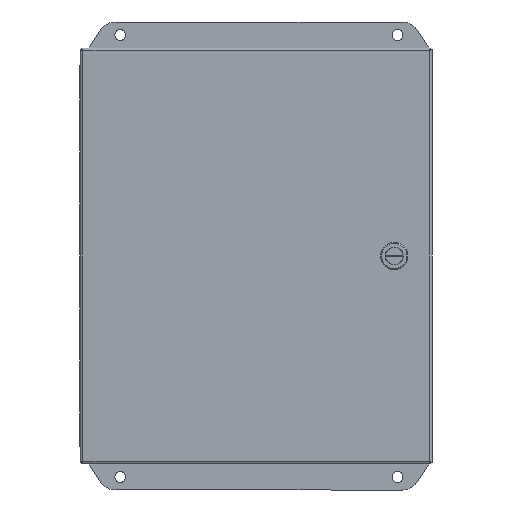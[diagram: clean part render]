
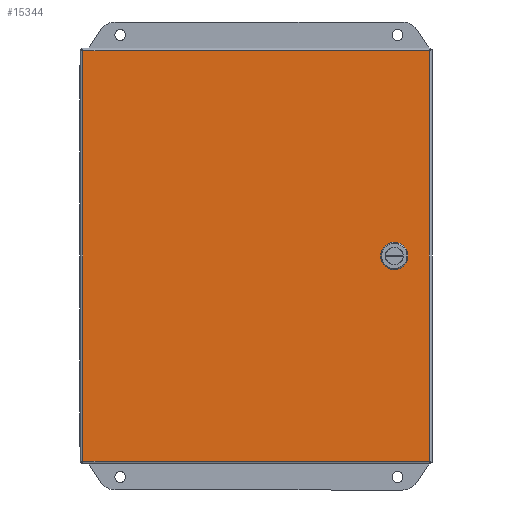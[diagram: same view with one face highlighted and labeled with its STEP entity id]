
A CAD part, front view. The second image highlights one B-rep face of the part: STEP entity #15344.
In plain terms, the highlighted planar face has unit normal (0, -1, 0).
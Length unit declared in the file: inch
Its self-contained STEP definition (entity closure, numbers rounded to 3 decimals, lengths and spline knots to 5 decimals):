
#539 = CARTESIAN_POINT ( 'NONE',  ( 3.83119, -6.61133, -0.331 ) ) ;
#591 = CARTESIAN_POINT ( 'NONE',  ( -5.07322, -6.61133, -5.914 ) ) ;
#859 = FACE_BOUND ( 'NONE', #17832, .T. ) ;
#939 = CARTESIAN_POINT ( 'NONE',  ( 4.23778, -6.61133, 0.07559 ) ) ;
#996 = LINE ( 'NONE', #10806, #14446 ) ;
#1007 = ORIENTED_EDGE ( 'NONE', *, *, #11536, .F. ) ;
#1661 = ORIENTED_EDGE ( 'NONE', *, *, #7605, .F. ) ;
#1737 = EDGE_CURVE ( 'NONE', #17347, #19176, #1995, .T. ) ;
#1738 = DIRECTION ( 'NONE',  ( 0.707, 0., 0.707 ) ) ;
#1970 = VERTEX_POINT ( 'NONE', #8859 ) ;
#1995 = LINE ( 'NONE', #591, #19332 ) ;
#2103 = VECTOR ( 'NONE', #15770, 39.37008 ) ;
#2189 = DIRECTION ( 'NONE',  ( 1., 0., 0. ) ) ;
#2348 = LINE ( 'NONE', #5580, #11749 ) ;
#2489 = VECTOR ( 'NONE', #1738, 39.37008 ) ;
#2496 = CARTESIAN_POINT ( 'NONE',  ( 3.98237, -6.61133, 0.331 ) ) ;
#3201 = VERTEX_POINT ( 'NONE', #11101 ) ;
#3466 = CARTESIAN_POINT ( 'NONE',  ( 4.23778, -6.61133, -0.07559 ) ) ;
#3486 = CARTESIAN_POINT ( 'NONE',  ( 3.57578, -6.61133, 0.07559 ) ) ;
#3589 = CARTESIAN_POINT ( 'NONE',  ( 4.91278, -6.61133, -5.914 ) ) ;
#4029 = VECTOR ( 'NONE', #7128, 39.37008 ) ;
#4692 = VERTEX_POINT ( 'NONE', #14409 ) ;
#5564 = CARTESIAN_POINT ( 'NONE',  ( -5.07322, -6.61133, 5.914 ) ) ;
#5580 = CARTESIAN_POINT ( 'NONE',  ( -5.07322, -6.61133, -5.914 ) ) ;
#5717 = VECTOR ( 'NONE', #12140, 39.37008 ) ;
#5924 = DIRECTION ( 'NONE',  ( 0., -1., 0. ) ) ;
#5965 = EDGE_LOOP ( 'NONE', ( #16159, #12334, #11751, #10532 ) ) ;
#6591 = CARTESIAN_POINT ( 'NONE',  ( 4.23778, -6.61133, 0.07559 ) ) ;
#7030 = LINE ( 'NONE', #3589, #11472 ) ;
#7078 = VERTEX_POINT ( 'NONE', #3486 ) ;
#7128 = DIRECTION ( 'NONE',  ( 0.707, 0., -0.707 ) ) ;
#7380 = LINE ( 'NONE', #20401, #2103 ) ;
#7398 = ORIENTED_EDGE ( 'NONE', *, *, #15957, .F. ) ;
#7513 = DIRECTION ( 'NONE',  ( 0., 0., 1. ) ) ;
#7605 = EDGE_CURVE ( 'NONE', #19984, #4692, #15302, .T. ) ;
#8003 = ORIENTED_EDGE ( 'NONE', *, *, #17270, .F. ) ;
#8392 = EDGE_CURVE ( 'NONE', #3201, #1970, #16283, .T. ) ;
#8442 = CARTESIAN_POINT ( 'NONE',  ( 3.98237, -6.61133, -0.331 ) ) ;
#8584 = ORIENTED_EDGE ( 'NONE', *, *, #13466, .F. ) ;
#8709 = CARTESIAN_POINT ( 'NONE',  ( 4.91278, -6.61133, -5.914 ) ) ;
#8859 = CARTESIAN_POINT ( 'NONE',  ( 4.23778, -6.61133, -0.07559 ) ) ;
#9056 = PLANE ( 'NONE',  #19151 ) ;
#9144 = VECTOR ( 'NONE', #7513, 39.37008 ) ;
#9485 = EDGE_CURVE ( 'NONE', #11416, #15518, #7030, .T. ) ;
#9937 = VERTEX_POINT ( 'NONE', #18202 ) ;
#10319 = ORIENTED_EDGE ( 'NONE', *, *, #17276, .F. ) ;
#10532 = ORIENTED_EDGE ( 'NONE', *, *, #17745, .T. ) ;
#10542 = CARTESIAN_POINT ( 'NONE',  ( 3.57578, -6.61133, -0.07559 ) ) ;
#10740 = LINE ( 'NONE', #939, #9144 ) ;
#10806 = CARTESIAN_POINT ( 'NONE',  ( 3.57578, -6.61133, -0.07559 ) ) ;
#10886 = VECTOR ( 'NONE', #2189, 39.37008 ) ;
#11044 = EDGE_CURVE ( 'NONE', #16362, #9937, #17330, .T. ) ;
#11101 = CARTESIAN_POINT ( 'NONE',  ( 3.98237, -6.61133, -0.331 ) ) ;
#11416 = VERTEX_POINT ( 'NONE', #8709 ) ;
#11472 = VECTOR ( 'NONE', #12197, 39.37008 ) ;
#11536 = EDGE_CURVE ( 'NONE', #1970, #20703, #10740, .T. ) ;
#11749 = VECTOR ( 'NONE', #13760, 39.37008 ) ;
#11751 = ORIENTED_EDGE ( 'NONE', *, *, #1737, .T. ) ;
#12140 = DIRECTION ( 'NONE',  ( -1., 0., 0. ) ) ;
#12191 = VECTOR ( 'NONE', #19263, 39.37008 ) ;
#12197 = DIRECTION ( 'NONE',  ( 0., 0., 1. ) ) ;
#12334 = ORIENTED_EDGE ( 'NONE', *, *, #14228, .T. ) ;
#12704 = CARTESIAN_POINT ( 'NONE',  ( 3.83119, -6.61133, 0.331 ) ) ;
#13466 = EDGE_CURVE ( 'NONE', #4692, #3201, #16950, .T. ) ;
#13511 = DIRECTION ( 'NONE',  ( 0., 0., -1. ) ) ;
#13734 = LINE ( 'NONE', #17282, #20318 ) ;
#13760 = DIRECTION ( 'NONE',  ( 1., 0., 0. ) ) ;
#14008 = FACE_OUTER_BOUND ( 'NONE', #5965, .T. ) ;
#14064 = ORIENTED_EDGE ( 'NONE', *, *, #11044, .F. ) ;
#14228 = EDGE_CURVE ( 'NONE', #15518, #17347, #20310, .T. ) ;
#14409 = CARTESIAN_POINT ( 'NONE',  ( 3.83119, -6.61133, -0.331 ) ) ;
#14446 = VECTOR ( 'NONE', #17269, 39.37008 ) ;
#15302 = LINE ( 'NONE', #539, #4029 ) ;
#15344 = ADVANCED_FACE ( 'NONE', ( #859, #14008 ), #9056, .T. ) ;
#15518 = VERTEX_POINT ( 'NONE', #21314 ) ;
#15665 = DIRECTION ( 'NONE',  ( -0.707, 0., -0.707 ) ) ;
#15770 = DIRECTION ( 'NONE',  ( -0.707, 0., 0.707 ) ) ;
#15957 = EDGE_CURVE ( 'NONE', #7078, #19984, #996, .T. ) ;
#16003 = CARTESIAN_POINT ( 'NONE',  ( -5.07322, -6.61133, -5.914 ) ) ;
#16159 = ORIENTED_EDGE ( 'NONE', *, *, #9485, .T. ) ;
#16283 = LINE ( 'NONE', #3466, #2489 ) ;
#16362 = VERTEX_POINT ( 'NONE', #2496 ) ;
#16950 = LINE ( 'NONE', #8442, #10886 ) ;
#17131 = ORIENTED_EDGE ( 'NONE', *, *, #8392, .F. ) ;
#17269 = DIRECTION ( 'NONE',  ( 0., 0., -1. ) ) ;
#17270 = EDGE_CURVE ( 'NONE', #9937, #7078, #13734, .T. ) ;
#17276 = EDGE_CURVE ( 'NONE', #20703, #16362, #7380, .T. ) ;
#17282 = CARTESIAN_POINT ( 'NONE',  ( 3.57578, -6.61133, 0.07559 ) ) ;
#17330 = LINE ( 'NONE', #12704, #12191 ) ;
#17347 = VERTEX_POINT ( 'NONE', #19101 ) ;
#17745 = EDGE_CURVE ( 'NONE', #19176, #11416, #2348, .T. ) ;
#17832 = EDGE_LOOP ( 'NONE', ( #8584, #1661, #7398, #8003, #14064, #10319, #1007, #17131 ) ) ;
#18202 = CARTESIAN_POINT ( 'NONE',  ( 3.83119, -6.61133, 0.331 ) ) ;
#18955 = DIRECTION ( 'NONE',  ( 0., 0., -1. ) ) ;
#19101 = CARTESIAN_POINT ( 'NONE',  ( -5.07322, -6.61133, 5.914 ) ) ;
#19151 = AXIS2_PLACEMENT_3D ( 'NONE', #20676, #5924, #18955 ) ;
#19176 = VERTEX_POINT ( 'NONE', #16003 ) ;
#19263 = DIRECTION ( 'NONE',  ( -1., 0., 0. ) ) ;
#19332 = VECTOR ( 'NONE', #13511, 39.37008 ) ;
#19984 = VERTEX_POINT ( 'NONE', #10542 ) ;
#20310 = LINE ( 'NONE', #5564, #5717 ) ;
#20318 = VECTOR ( 'NONE', #15665, 39.37008 ) ;
#20401 = CARTESIAN_POINT ( 'NONE',  ( 3.98237, -6.61133, 0.331 ) ) ;
#20676 = CARTESIAN_POINT ( 'NONE',  ( -5.07322, -6.61133, -5.914 ) ) ;
#20703 = VERTEX_POINT ( 'NONE', #6591 ) ;
#21314 = CARTESIAN_POINT ( 'NONE',  ( 4.91278, -6.61133, 5.914 ) ) ;
